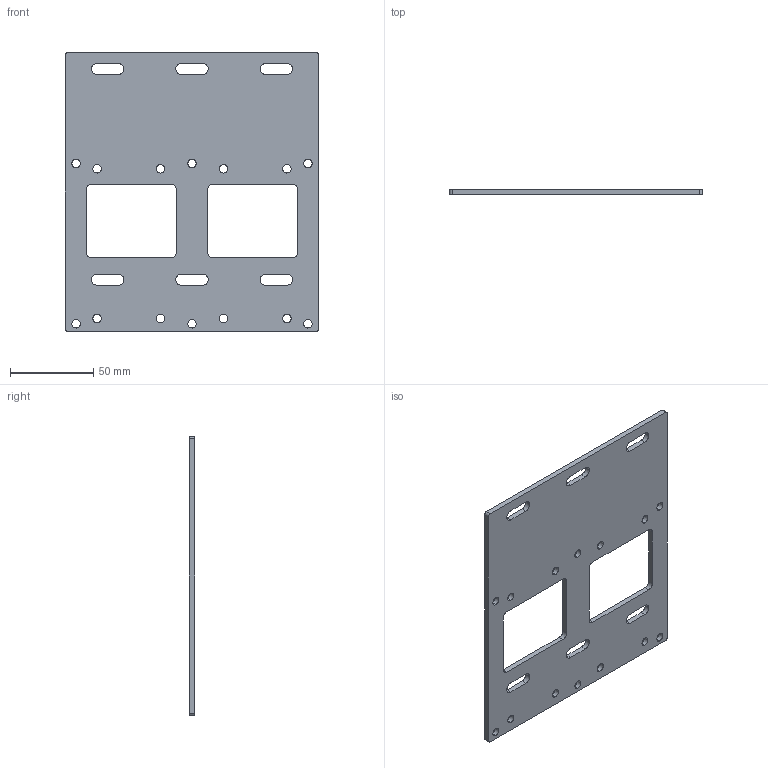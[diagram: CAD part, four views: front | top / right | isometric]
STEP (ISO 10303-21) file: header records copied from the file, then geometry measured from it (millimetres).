
FILE_DESCRIPTION (( 'STEP AP214' ), '1' );
FILE_NAME ('am-0273 Shifter Mounting Plate.STEP', '2014-08-20T20:50:46', ( '' ), ( '' ), 'SwSTEP 2.0', 'SolidWorks 2014', '' );
FILE_SCHEMA (( 'AUTOMOTIVE_DESIGN' ));
Length unit declared in the file: millimetre
Products named in the file (1): am-0273 Shifter Mounting Plate
Bounding box: 152.4 x 3.17 x 168.28 mm (x, y, z)
Volume: 63032 mm3; surface area: 44546.7 mm2
Topology: 1 solids, 1 shells, 90 faces, 264 edges, 176 vertices
Faces by surface type: cylinder 64, plane 26
Entity records: 3178 total; most frequent: DIRECTION 574, CARTESIAN_POINT 531, ORIENTED_EDGE 528, EDGE_CURVE 264, AXIS2_PLACEMENT_3D 219, VERTEX_POINT 176, VECTOR 136, LINE 136
